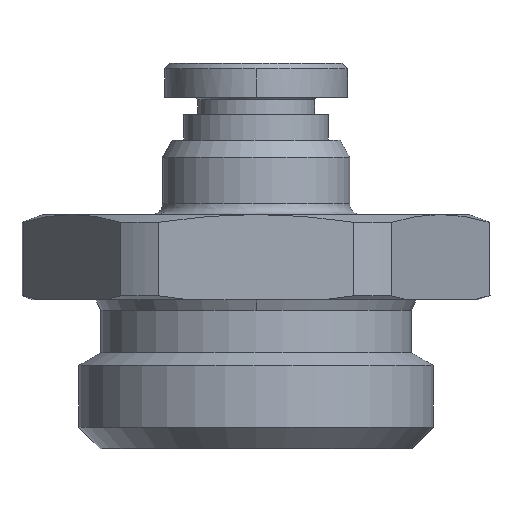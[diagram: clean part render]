
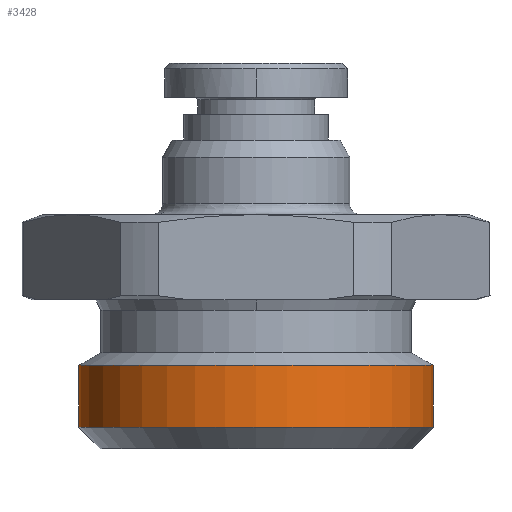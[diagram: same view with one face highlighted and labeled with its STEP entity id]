
A CAD part, left-side view. The second image highlights one B-rep face of the part: STEP entity #3428.
In plain terms, the highlighted cylindrical face has radius 8.331 mm (diameter 16.662 mm), a partial arc.
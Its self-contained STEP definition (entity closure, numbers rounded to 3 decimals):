
#378 = CIRCLE ( 'NONE', #14527, 8.331 ) ;
#564 = VERTEX_POINT ( 'NONE', #7980 ) ;
#736 = CARTESIAN_POINT ( 'NONE',  ( 8.331, 0., -0.85 ) ) ;
#1038 = EDGE_CURVE ( 'NONE', #564, #7458, #8376, .T. ) ;
#1082 = DIRECTION ( 'NONE',  ( -1., 0., 0. ) ) ;
#1368 = VERTEX_POINT ( 'NONE', #12716 ) ;
#1785 = AXIS2_PLACEMENT_3D ( 'NONE', #11927, #14425, #10816 ) ;
#2456 = CARTESIAN_POINT ( 'NONE',  ( 0., 0., -0.445 ) ) ;
#2793 = VECTOR ( 'NONE', #14004, 1000. ) ;
#2992 = VECTOR ( 'NONE', #15644, 1000. ) ;
#3275 = CARTESIAN_POINT ( 'NONE',  ( -8.331, 0., -3.35 ) ) ;
#3428 = ADVANCED_FACE ( 'NONE', ( #15052 ), #10733, .T. ) ;
#3670 = DIRECTION ( 'NONE',  ( 0., 0., 1. ) ) ;
#4396 = ORIENTED_EDGE ( 'NONE', *, *, #10159, .T. ) ;
#5649 = CARTESIAN_POINT ( 'NONE',  ( -8.331, 0., -0.445 ) ) ;
#5849 = ORIENTED_EDGE ( 'NONE', *, *, #8860, .T. ) ;
#6582 = EDGE_LOOP ( 'NONE', ( #5849, #4396, #9412, #12995 ) ) ;
#7403 = CARTESIAN_POINT ( 'NONE',  ( -8.331, 0., -0.85 ) ) ;
#7458 = VERTEX_POINT ( 'NONE', #5649 ) ;
#7727 = LINE ( 'NONE', #7403, #2992 ) ;
#7980 = CARTESIAN_POINT ( 'NONE',  ( 8.331, 0., -0.445 ) ) ;
#8376 = CIRCLE ( 'NONE', #14500, 8.331 ) ;
#8860 = EDGE_CURVE ( 'NONE', #1368, #12317, #378, .T. ) ;
#9308 = CARTESIAN_POINT ( 'NONE',  ( 0., 0., -3.35 ) ) ;
#9412 = ORIENTED_EDGE ( 'NONE', *, *, #1038, .F. ) ;
#10159 = EDGE_CURVE ( 'NONE', #12317, #7458, #7727, .T. ) ;
#10733 = CYLINDRICAL_SURFACE ( 'NONE', #1785, 8.331 ) ;
#10816 = DIRECTION ( 'NONE',  ( 1., 0., 0. ) ) ;
#11850 = DIRECTION ( 'NONE',  ( 0., 0., 1. ) ) ;
#11927 = CARTESIAN_POINT ( 'NONE',  ( 0., 0., -0.85 ) ) ;
#12317 = VERTEX_POINT ( 'NONE', #3275 ) ;
#12716 = CARTESIAN_POINT ( 'NONE',  ( 8.331, 0., -3.35 ) ) ;
#12851 = EDGE_CURVE ( 'NONE', #1368, #564, #13217, .T. ) ;
#12965 = DIRECTION ( 'NONE',  ( 1., 0., 0. ) ) ;
#12995 = ORIENTED_EDGE ( 'NONE', *, *, #12851, .F. ) ;
#13217 = LINE ( 'NONE', #736, #2793 ) ;
#14004 = DIRECTION ( 'NONE',  ( 0., 0., 1. ) ) ;
#14425 = DIRECTION ( 'NONE',  ( 0., 0., 1. ) ) ;
#14500 = AXIS2_PLACEMENT_3D ( 'NONE', #2456, #3670, #1082 ) ;
#14527 = AXIS2_PLACEMENT_3D ( 'NONE', #9308, #11850, #12965 ) ;
#15052 = FACE_OUTER_BOUND ( 'NONE', #6582, .T. ) ;
#15644 = DIRECTION ( 'NONE',  ( 0., 0., 1. ) ) ;
